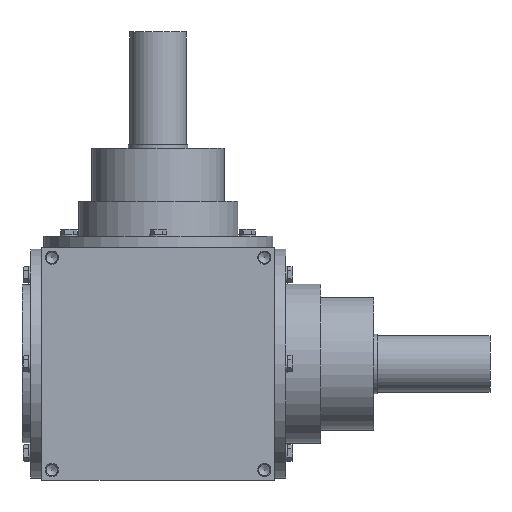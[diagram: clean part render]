
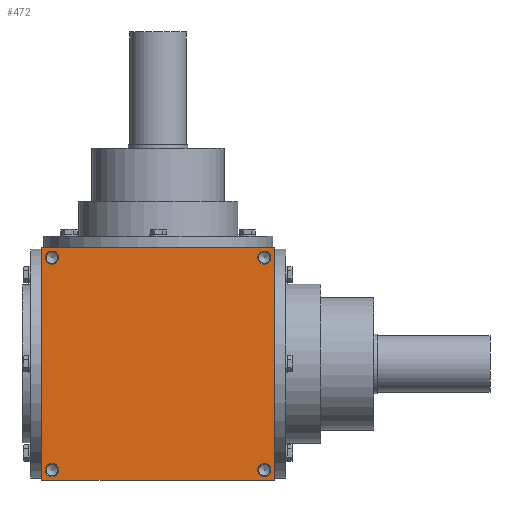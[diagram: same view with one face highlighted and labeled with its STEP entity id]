
A CAD part, front view. The second image highlights one B-rep face of the part: STEP entity #472.
In plain terms, the highlighted planar face has unit normal (0, -1, 0).
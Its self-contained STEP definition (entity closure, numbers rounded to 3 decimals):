
#472 = ADVANCED_FACE( '', ( #938, #939, #940, #941, #942 ), #943, .F. );
#938 = FACE_BOUND( '', #1555, .T. );
#939 = FACE_BOUND( '', #1556, .T. );
#940 = FACE_BOUND( '', #1557, .T. );
#941 = FACE_BOUND( '', #1558, .T. );
#942 = FACE_OUTER_BOUND( '', #1559, .T. );
#943 = PLANE( '', #1560 );
#1555 = EDGE_LOOP( '', ( #2293 ) );
#1556 = EDGE_LOOP( '', ( #2294 ) );
#1557 = EDGE_LOOP( '', ( #2295 ) );
#1558 = EDGE_LOOP( '', ( #2296 ) );
#1559 = EDGE_LOOP( '', ( #2297, #2298, #2299, #2300 ) );
#1560 = AXIS2_PLACEMENT_3D( '', #2301, #2302, #2303 );
#2293 = ORIENTED_EDGE( '', *, *, #3297, .T. );
#2294 = ORIENTED_EDGE( '', *, *, #3202, .T. );
#2295 = ORIENTED_EDGE( '', *, *, #3298, .F. );
#2296 = ORIENTED_EDGE( '', *, *, #3299, .F. );
#2297 = ORIENTED_EDGE( '', *, *, #3300, .T. );
#2298 = ORIENTED_EDGE( '', *, *, #3301, .F. );
#2299 = ORIENTED_EDGE( '', *, *, #3302, .F. );
#2300 = ORIENTED_EDGE( '', *, *, #3303, .T. );
#2301 = CARTESIAN_POINT( '', ( -175., -175., 175. ) );
#2302 = DIRECTION( '', ( 0., 1., 0. ) );
#2303 = DIRECTION( '', ( 0., 0., 1. ) );
#3202 = EDGE_CURVE( '', #3661, #3661, #3662, .T. );
#3297 = EDGE_CURVE( '', #3809, #3809, #3810, .T. );
#3298 = EDGE_CURVE( '', #3811, #3811, #3812, .T. );
#3299 = EDGE_CURVE( '', #3813, #3813, #3814, .T. );
#3300 = EDGE_CURVE( '', #3815, #3816, #3817, .T. );
#3301 = EDGE_CURVE( '', #3818, #3816, #3819, .T. );
#3302 = EDGE_CURVE( '', #3820, #3818, #3821, .T. );
#3303 = EDGE_CURVE( '', #3820, #3815, #3822, .T. );
#3661 = VERTEX_POINT( '', #4262 );
#3662 = CIRCLE( '', #4263, 10. );
#3809 = VERTEX_POINT( '', #4493 );
#3810 = CIRCLE( '', #4494, 10. );
#3811 = VERTEX_POINT( '', #4495 );
#3812 = CIRCLE( '', #4496, 10. );
#3813 = VERTEX_POINT( '', #4497 );
#3814 = CIRCLE( '', #4498, 10. );
#3815 = VERTEX_POINT( '', #4499 );
#3816 = VERTEX_POINT( '', #4500 );
#3817 = LINE( '', #4501, #4502 );
#3818 = VERTEX_POINT( '', #4503 );
#3819 = LINE( '', #4504, #4505 );
#3820 = VERTEX_POINT( '', #4506 );
#3821 = LINE( '', #4507, #4508 );
#3822 = LINE( '', #4509, #4510 );
#4262 = CARTESIAN_POINT( '', ( -160., -175., 170. ) );
#4263 = AXIS2_PLACEMENT_3D( '', #5090, #5091, #5092 );
#4493 = CARTESIAN_POINT( '', ( -160., -175., -150. ) );
#4494 = AXIS2_PLACEMENT_3D( '', #5253, #5254, #5255 );
#4495 = CARTESIAN_POINT( '', ( 160., -175., -170. ) );
#4496 = AXIS2_PLACEMENT_3D( '', #5256, #5257, #5258 );
#4497 = CARTESIAN_POINT( '', ( 160., -175., 150. ) );
#4498 = AXIS2_PLACEMENT_3D( '', #5259, #5260, #5261 );
#4499 = CARTESIAN_POINT( '', ( -175., -175., -175. ) );
#4500 = CARTESIAN_POINT( '', ( 175., -175., -175. ) );
#4501 = CARTESIAN_POINT( '', ( -175., -175., -175. ) );
#4502 = VECTOR( '', #5262, 1000. );
#4503 = CARTESIAN_POINT( '', ( 175., -175., 175. ) );
#4504 = CARTESIAN_POINT( '', ( 175., -175., 175. ) );
#4505 = VECTOR( '', #5263, 1000. );
#4506 = CARTESIAN_POINT( '', ( -175., -175., 175. ) );
#4507 = CARTESIAN_POINT( '', ( -175., -175., 175. ) );
#4508 = VECTOR( '', #5264, 1000. );
#4509 = CARTESIAN_POINT( '', ( -175., -175., 175. ) );
#4510 = VECTOR( '', #5265, 1000. );
#5090 = CARTESIAN_POINT( '', ( -160., -175., 160. ) );
#5091 = DIRECTION( '', ( 0., 1., 0. ) );
#5092 = DIRECTION( '', ( 0., 0., 1. ) );
#5253 = CARTESIAN_POINT( '', ( -160., -175., -160. ) );
#5254 = DIRECTION( '', ( 0., 1., 0. ) );
#5255 = DIRECTION( '', ( 0., 0., 1. ) );
#5256 = CARTESIAN_POINT( '', ( 160., -175., -160. ) );
#5257 = DIRECTION( '', ( 0., -1., 0. ) );
#5258 = DIRECTION( '', ( 0., 0., -1. ) );
#5259 = CARTESIAN_POINT( '', ( 160., -175., 160. ) );
#5260 = DIRECTION( '', ( 0., -1., 0. ) );
#5261 = DIRECTION( '', ( 0., 0., -1. ) );
#5262 = DIRECTION( '', ( 1., 0., 0. ) );
#5263 = DIRECTION( '', ( 0., 0., -1. ) );
#5264 = DIRECTION( '', ( 1., 0., 0. ) );
#5265 = DIRECTION( '', ( 0., 0., -1. ) );
